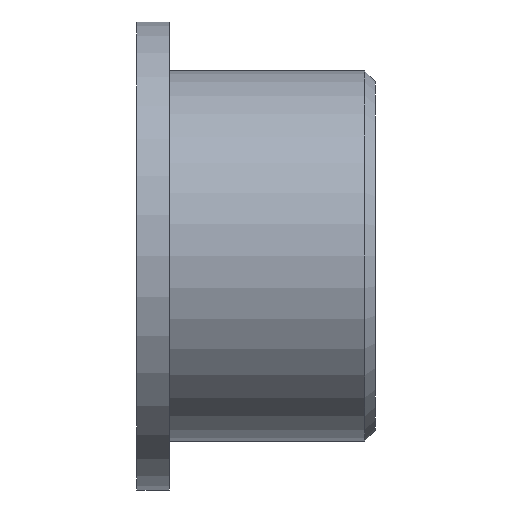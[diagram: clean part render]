
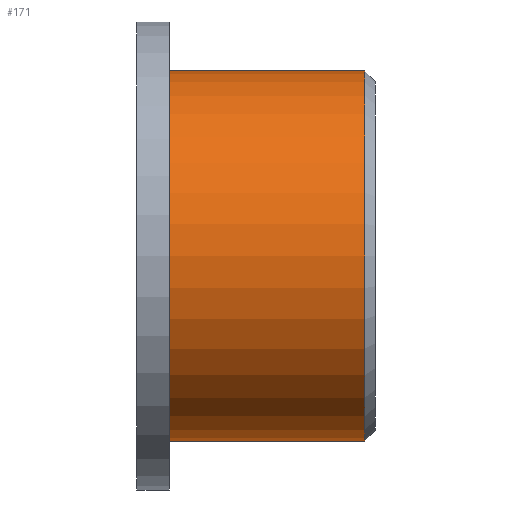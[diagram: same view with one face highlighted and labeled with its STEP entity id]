
A CAD part, left-side view. The second image highlights one B-rep face of the part: STEP entity #171.
In plain terms, the highlighted cylindrical face has radius 85 mm (diameter 170 mm), a partial arc.
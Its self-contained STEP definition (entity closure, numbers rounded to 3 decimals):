
#33 = ORIENTED_EDGE ( 'NONE', *, *, #471, .T. ) ;
#40 = EDGE_CURVE ( 'NONE', #327, #652, #496, .T. ) ;
#54 = CARTESIAN_POINT ( 'NONE',  ( 0., 4.75, 0. ) ) ;
#63 = AXIS2_PLACEMENT_3D ( 'NONE', #376, #69, #428 ) ;
#65 = CARTESIAN_POINT ( 'NONE',  ( 0., 4.75, -85. ) ) ;
#69 = DIRECTION ( 'NONE',  ( 0., -1., 0. ) ) ;
#99 = CIRCLE ( 'NONE', #63, 85. ) ;
#102 = DIRECTION ( 'NONE',  ( 0., 0., -1. ) ) ;
#104 = EDGE_CURVE ( 'NONE', #632, #321, #313, .T. ) ;
#111 = CARTESIAN_POINT ( 'NONE',  ( 0., 94.5, 85. ) ) ;
#135 = EDGE_LOOP ( 'NONE', ( #253, #648, #153, #33 ) ) ;
#147 = CARTESIAN_POINT ( 'NONE',  ( 0., 0., -85. ) ) ;
#153 = ORIENTED_EDGE ( 'NONE', *, *, #104, .T. ) ;
#168 = AXIS2_PLACEMENT_3D ( 'NONE', #331, #641, #531 ) ;
#171 = ADVANCED_FACE ( 'NONE', ( #555 ), #534, .T. ) ;
#177 = VECTOR ( 'NONE', #507, 1000. ) ;
#180 = EDGE_CURVE ( 'NONE', #327, #632, #99, .T. ) ;
#230 = CARTESIAN_POINT ( 'NONE',  ( 0., 4.75, 85. ) ) ;
#253 = ORIENTED_EDGE ( 'NONE', *, *, #40, .F. ) ;
#256 = AXIS2_PLACEMENT_3D ( 'NONE', #54, #419, #102 ) ;
#280 = CIRCLE ( 'NONE', #256, 85. ) ;
#313 = LINE ( 'NONE', #147, #177 ) ;
#321 = VERTEX_POINT ( 'NONE', #65 ) ;
#327 = VERTEX_POINT ( 'NONE', #111 ) ;
#331 = CARTESIAN_POINT ( 'NONE',  ( 0., 0., 0. ) ) ;
#342 = CARTESIAN_POINT ( 'NONE',  ( 0., 94.5, -85. ) ) ;
#376 = CARTESIAN_POINT ( 'NONE',  ( 0., 94.5, 0. ) ) ;
#419 = DIRECTION ( 'NONE',  ( 0., 1., 0. ) ) ;
#428 = DIRECTION ( 'NONE',  ( 0., 0., -1. ) ) ;
#438 = DIRECTION ( 'NONE',  ( 0., -1., 0. ) ) ;
#471 = EDGE_CURVE ( 'NONE', #321, #652, #280, .T. ) ;
#490 = CARTESIAN_POINT ( 'NONE',  ( 0., 0., 85. ) ) ;
#496 = LINE ( 'NONE', #490, #619 ) ;
#507 = DIRECTION ( 'NONE',  ( 0., -1., 0. ) ) ;
#531 = DIRECTION ( 'NONE',  ( 0., 0., -1. ) ) ;
#534 = CYLINDRICAL_SURFACE ( 'NONE', #168, 85. ) ;
#555 = FACE_OUTER_BOUND ( 'NONE', #135, .T. ) ;
#619 = VECTOR ( 'NONE', #438, 1000. ) ;
#632 = VERTEX_POINT ( 'NONE', #342 ) ;
#641 = DIRECTION ( 'NONE',  ( 0., -1., 0. ) ) ;
#648 = ORIENTED_EDGE ( 'NONE', *, *, #180, .T. ) ;
#652 = VERTEX_POINT ( 'NONE', #230 ) ;
